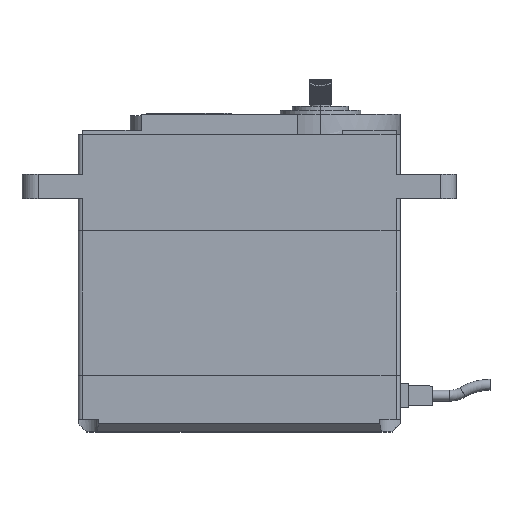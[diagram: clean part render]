
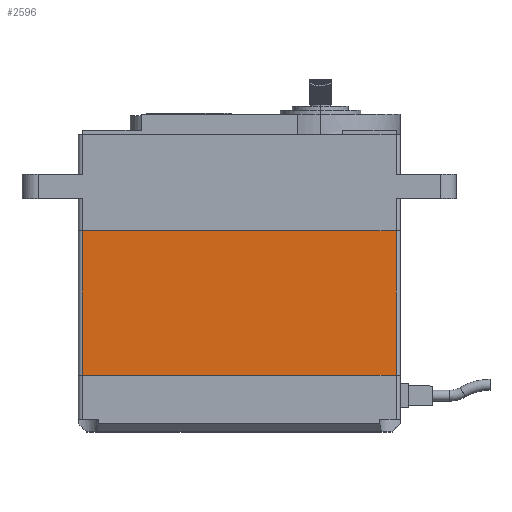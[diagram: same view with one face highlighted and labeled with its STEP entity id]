
A CAD part, top view. The second image highlights one B-rep face of the part: STEP entity #2596.
In plain terms, the highlighted planar face has unit normal (0, 0, 1).
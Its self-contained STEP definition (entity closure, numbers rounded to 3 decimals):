
#106 = CARTESIAN_POINT ( 'NONE',  ( 19.5, 25., 10. ) ) ;
#143 = VERTEX_POINT ( 'NONE', #106 ) ;
#388 = CARTESIAN_POINT ( 'NONE',  ( -19.5, 25., 10. ) ) ;
#470 = DIRECTION ( 'NONE',  ( 0., -1., 0. ) ) ;
#496 = EDGE_CURVE ( 'NONE', #6190, #2042, #14970, .T. ) ;
#723 = CARTESIAN_POINT ( 'NONE',  ( -20., 7., 10. ) ) ;
#1079 = CARTESIAN_POINT ( 'NONE',  ( -20., 25., 10. ) ) ;
#1110 = FACE_OUTER_BOUND ( 'NONE', #5380, .T. ) ;
#1137 = EDGE_CURVE ( 'NONE', #7529, #143, #6556, .T. ) ;
#1663 = EDGE_CURVE ( 'NONE', #143, #6190, #9554, .T. ) ;
#2040 = DIRECTION ( 'NONE',  ( 0., 0., -1. ) ) ;
#2042 = VERTEX_POINT ( 'NONE', #14404 ) ;
#2348 = PLANE ( 'NONE',  #4085 ) ;
#2596 = ADVANCED_FACE ( 'NONE', ( #1110 ), #2348, .F. ) ;
#2795 = CARTESIAN_POINT ( 'NONE',  ( -19.5, 37., 10. ) ) ;
#3181 = ORIENTED_EDGE ( 'NONE', *, *, #1137, .T. ) ;
#4085 = AXIS2_PLACEMENT_3D ( 'NONE', #11902, #2040, #15632 ) ;
#4173 = LINE ( 'NONE', #723, #14796 ) ;
#4258 = DIRECTION ( 'NONE',  ( -1., 0., 0. ) ) ;
#4554 = ORIENTED_EDGE ( 'NONE', *, *, #496, .T. ) ;
#4964 = CARTESIAN_POINT ( 'NONE',  ( 19.5, 7., 10. ) ) ;
#5380 = EDGE_LOOP ( 'NONE', ( #3181, #6723, #4554, #11773 ) ) ;
#5515 = DIRECTION ( 'NONE',  ( 0., 1., 0. ) ) ;
#5645 = DIRECTION ( 'NONE',  ( -1., 0., 0. ) ) ;
#6039 = EDGE_CURVE ( 'NONE', #7529, #2042, #4173, .T. ) ;
#6190 = VERTEX_POINT ( 'NONE', #388 ) ;
#6272 = VECTOR ( 'NONE', #470, 1000. ) ;
#6556 = LINE ( 'NONE', #6718, #7275 ) ;
#6718 = CARTESIAN_POINT ( 'NONE',  ( 19.5, 37., 10. ) ) ;
#6723 = ORIENTED_EDGE ( 'NONE', *, *, #1663, .T. ) ;
#7275 = VECTOR ( 'NONE', #5515, 1000. ) ;
#7529 = VERTEX_POINT ( 'NONE', #4964 ) ;
#9554 = LINE ( 'NONE', #1079, #10146 ) ;
#10146 = VECTOR ( 'NONE', #5645, 1000. ) ;
#11773 = ORIENTED_EDGE ( 'NONE', *, *, #6039, .F. ) ;
#11902 = CARTESIAN_POINT ( 'NONE',  ( -20., 37., 10. ) ) ;
#14404 = CARTESIAN_POINT ( 'NONE',  ( -19.5, 7., 10. ) ) ;
#14796 = VECTOR ( 'NONE', #4258, 1000. ) ;
#14970 = LINE ( 'NONE', #2795, #6272 ) ;
#15632 = DIRECTION ( 'NONE',  ( -1., 0., 0. ) ) ;
